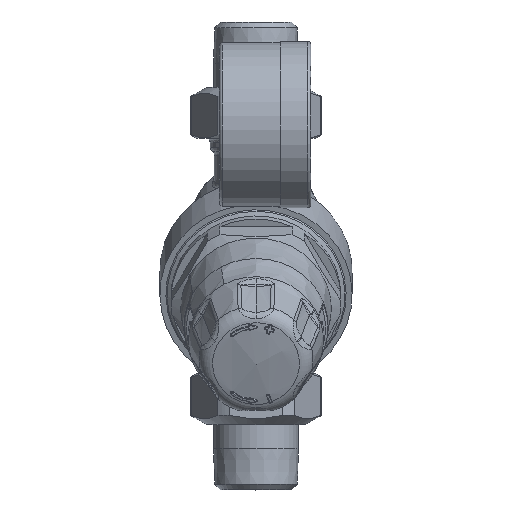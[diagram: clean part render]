
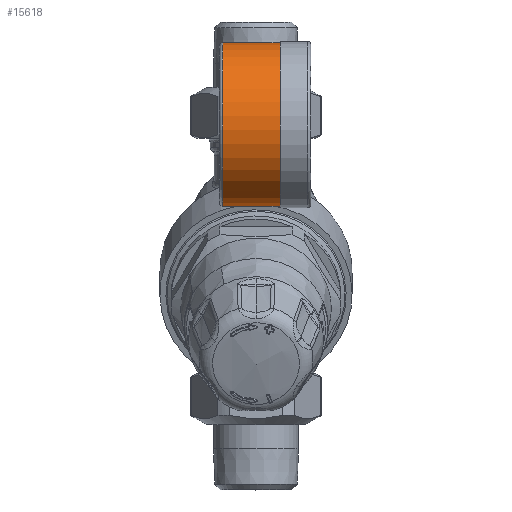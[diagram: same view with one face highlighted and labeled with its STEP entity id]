
A CAD part, top view. The second image highlights one B-rep face of the part: STEP entity #15618.
In plain terms, the highlighted cylindrical face has radius 25.5 mm (diameter 51 mm), a full revolution.
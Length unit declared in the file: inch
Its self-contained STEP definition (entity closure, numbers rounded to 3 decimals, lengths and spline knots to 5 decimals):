
#1386=FACE_BOUND('',#3605,.T.);
#1798=CYLINDRICAL_SURFACE('',#17203,1.00394);
#2660=FACE_OUTER_BOUND('',#3604,.T.);
#3604=EDGE_LOOP('',(#13443,#13444,#13445,#13446,#13447));
#3605=EDGE_LOOP('',(#13448,#13449,#13450,#13451));
#4154=LINE('',#49851,#4686);
#4162=LINE('',#49870,#4694);
#4166=LINE('',#49920,#4698);
#4686=VECTOR('',#20728,0.3937);
#4694=VECTOR('',#20746,0.3937);
#4698=VECTOR('',#20794,1.00394);
#5523=CIRCLE('',#17180,1.00394);
#5524=CIRCLE('',#17182,1.00394);
#5539=CIRCLE('',#17204,1.00394);
#5540=CIRCLE('',#17205,1.00394);
#5541=CIRCLE('',#17206,1.00394);
#6873=VERTEX_POINT('',#49849);
#6874=VERTEX_POINT('',#49850);
#6877=VERTEX_POINT('',#49858);
#6879=VERTEX_POINT('',#49864);
#6893=VERTEX_POINT('',#49915);
#6894=VERTEX_POINT('',#49916);
#6895=VERTEX_POINT('',#49919);
#9070=EDGE_CURVE('',#6873,#6874,#4154,.T.);
#9074=EDGE_CURVE('',#6877,#6873,#5523,.T.);
#9077=EDGE_CURVE('',#6874,#6879,#5524,.T.);
#9080=EDGE_CURVE('',#6879,#6877,#4162,.T.);
#9098=EDGE_CURVE('',#6893,#6894,#5539,.T.);
#9099=EDGE_CURVE('',#6894,#6893,#5540,.T.);
#9100=EDGE_CURVE('',#6894,#6895,#4166,.T.);
#9101=EDGE_CURVE('',#6895,#6895,#5541,.T.);
#13443=ORIENTED_EDGE('',*,*,#9098,.F.);
#13444=ORIENTED_EDGE('',*,*,#9099,.F.);
#13445=ORIENTED_EDGE('',*,*,#9100,.T.);
#13446=ORIENTED_EDGE('',*,*,#9101,.F.);
#13447=ORIENTED_EDGE('',*,*,#9100,.F.);
#13448=ORIENTED_EDGE('',*,*,#9074,.T.);
#13449=ORIENTED_EDGE('',*,*,#9070,.T.);
#13450=ORIENTED_EDGE('',*,*,#9077,.T.);
#13451=ORIENTED_EDGE('',*,*,#9080,.T.);
#15618=ADVANCED_FACE('',(#2660,#1386),#1798,.T.);
#17180=AXIS2_PLACEMENT_3D('',#49859,#20734,#20735);
#17182=AXIS2_PLACEMENT_3D('',#49865,#20740,#20741);
#17203=AXIS2_PLACEMENT_3D('',#49914,#20788,#20789);
#17204=AXIS2_PLACEMENT_3D('',#49917,#20790,#20791);
#17205=AXIS2_PLACEMENT_3D('',#49918,#20792,#20793);
#17206=AXIS2_PLACEMENT_3D('',#49921,#20795,#20796);
#20728=DIRECTION('',(-1.,0.,0.));
#20734=DIRECTION('center_axis',(1.,0.,0.));
#20735=DIRECTION('ref_axis',(0.,-0.961,0.276));
#20740=DIRECTION('center_axis',(-1.,0.,0.));
#20741=DIRECTION('ref_axis',(0.,-0.961,0.276));
#20746=DIRECTION('',(1.,0.,0.));
#20788=DIRECTION('center_axis',(-1.,0.,0.));
#20789=DIRECTION('ref_axis',(0.,-0.961,0.276));
#20790=DIRECTION('center_axis',(-1.,0.,0.));
#20791=DIRECTION('ref_axis',(0.,-0.961,0.276));
#20792=DIRECTION('center_axis',(-1.,0.,0.));
#20793=DIRECTION('ref_axis',(0.,-0.961,0.276));
#20794=DIRECTION('',(1.,0.,0.));
#20795=DIRECTION('center_axis',(1.,0.,0.));
#20796=DIRECTION('ref_axis',(0.,-0.961,0.276));
#49849=CARTESIAN_POINT('',(0.24498,1.33091,2.16524));
#49850=CARTESIAN_POINT('',(-0.24498,1.33091,2.16524));
#49851=CARTESIAN_POINT('',(-0.44875,1.33091,2.16524));
#49858=CARTESIAN_POINT('',(0.24498,0.85995,2.30038));
#49859=CARTESIAN_POINT('Origin',(0.24498,1.36395,3.16864));
#49864=CARTESIAN_POINT('',(-0.24498,0.85995,2.30038));
#49865=CARTESIAN_POINT('Origin',(-0.24498,1.36395,3.16864));
#49870=CARTESIAN_POINT('',(-0.44875,0.85995,2.30038));
#49914=CARTESIAN_POINT('Origin',(-0.44875,1.36395,3.16864));
#49915=CARTESIAN_POINT('',(-0.40938,0.3989,3.44536));
#49916=CARTESIAN_POINT('',(-0.40938,2.32899,2.89191));
#49917=CARTESIAN_POINT('Origin',(-0.40938,1.36395,3.16864));
#49918=CARTESIAN_POINT('Origin',(-0.40938,1.36395,3.16864));
#49919=CARTESIAN_POINT('',(0.29534,2.32899,2.89191));
#49920=CARTESIAN_POINT('',(-0.44875,2.32899,2.89191));
#49921=CARTESIAN_POINT('Origin',(0.29534,1.36395,3.16864));
